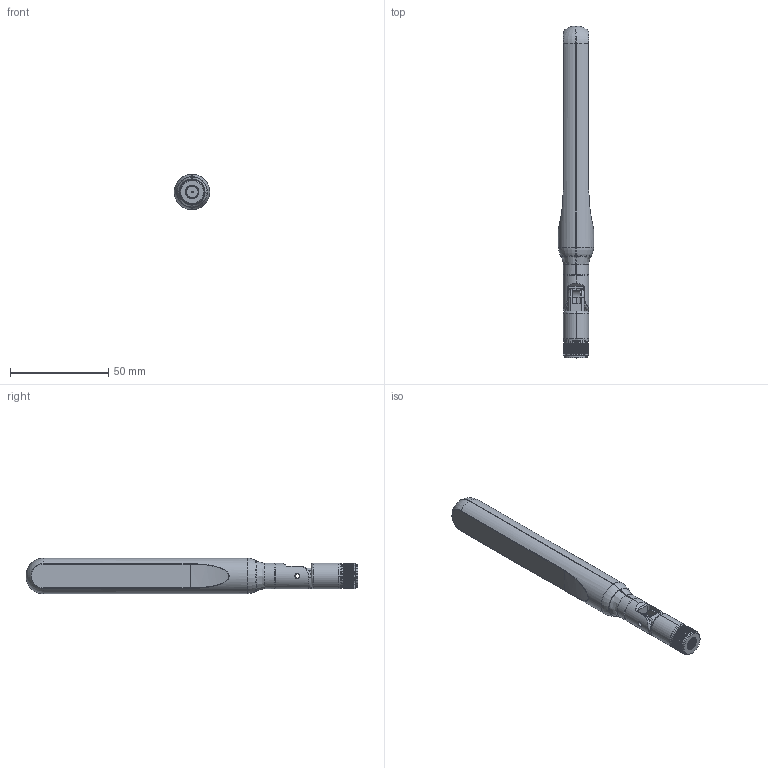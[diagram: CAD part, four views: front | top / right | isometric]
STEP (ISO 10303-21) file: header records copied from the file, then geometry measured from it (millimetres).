
FILE_DESCRIPTION (( 'STEP AP214' ), '1' );
FILE_NAME ('TG.10R.A.0113_Web.STEP', '2022-03-21T16:53:40', ( '' ), ( '' ), 'SwSTEP 2.0', 'SolidWorks 2018', '' );
FILE_SCHEMA (( 'AUTOMOTIVE_DESIGN' ));
Length unit declared in the file: millimetre
Products named in the file (1): TG.10R.A.0113_Web
Bounding box: 18 x 168.99 x 18 mm (x, y, z)
Surface area: 9293.9 mm2 (no closed solid volume)
Topology: 0 solids, 2 shells, 224 faces, 936 edges, 635 vertices
Faces by surface type: cylinder 167, plane 23, bspline 18, cone 12, torus 4
Entity records: 15188 total; most frequent: CARTESIAN_POINT 5034, DIRECTION 1777, ORIENTED_EDGE 1452, EDGE_CURVE 936, AXIS2_PLACEMENT_3D 731, VERTEX_POINT 635, CIRCLE 524, LINE 315
